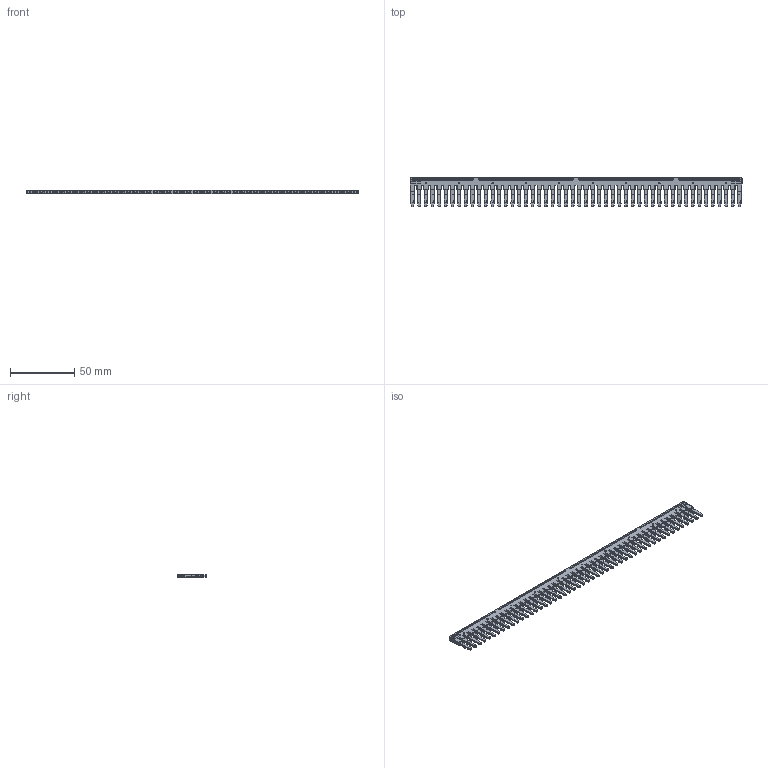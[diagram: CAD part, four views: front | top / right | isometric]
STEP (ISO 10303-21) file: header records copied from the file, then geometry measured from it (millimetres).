
FILE_DESCRIPTION((''),'2;1');
FILE_NAME('5YB585342_ASM','2023-03-18T',('ASUS'),(''),'PRO/ENGINEER BY PARAMETRIC TECHNOLOGY CORPORATION, 2013230','PRO/ENGINEER BY PARAMETRIC TECHNOLOGY CORPORATION, 2013230','');
FILE_SCHEMA(('CONFIG_CONTROL_DESIGN'));
Products named in the file (4): 8YB589228; 5YB510132_ASM; 50-5; 5YB585342_ASM
Assembly tree (4 placements, depth 3):
  5YB585342_ASM
    5YB510132_ASM
      8YB589228  x2
    50-5
Bounding box: 258.79 x 22.7 x 3 mm (x, y, z)
Volume: 8483.6 mm3; surface area: 26222.9 mm2
Topology: 3 solids, 3 shells, 3246 faces, 9352 edges, 6136 vertices
Faces by surface type: plane 2178, cylinder 980, torus 72, cone 16
Entity records: 70561 total; most frequent: CARTESIAN_POINT 14736, ORIENTED_EDGE 12420, DIRECTION 10354, EDGE_CURVE 6210, VECTOR 4702, LINE 4702, VERTEX_POINT 4048, AXIS2_PLACEMENT_3D 2826
